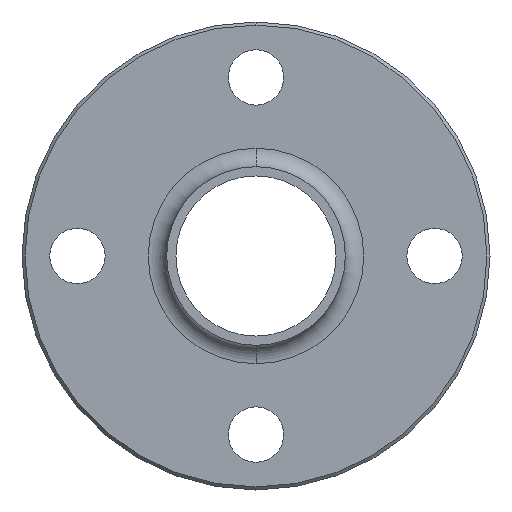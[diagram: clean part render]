
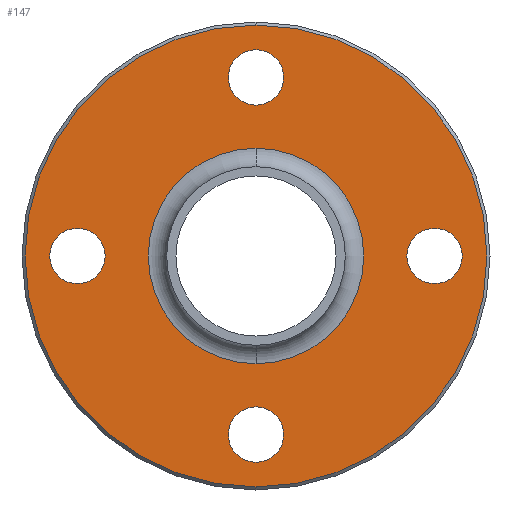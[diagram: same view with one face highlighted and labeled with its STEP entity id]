
A CAD part, left-side view. The second image highlights one B-rep face of the part: STEP entity #147.
In plain terms, the highlighted planar face has unit normal (-1, 0, 0).
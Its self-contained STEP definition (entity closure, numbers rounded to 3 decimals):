
#20 = AXIS2_PLACEMENT_3D ( 'NONE', #985, #808, #964 ) ;
#24 = EDGE_CURVE ( 'NONE', #886, #607, #435, .T. ) ;
#27 = DIRECTION ( 'NONE',  ( 0., 0., -1. ) ) ;
#37 = EDGE_LOOP ( 'NONE', ( #248, #730 ) ) ;
#52 = CIRCLE ( 'NONE', #327, 37.5 ) ;
#62 = EDGE_CURVE ( 'NONE', #155, #810, #827, .T. ) ;
#87 = CARTESIAN_POINT ( 'NONE',  ( 6.609, 0., -29. ) ) ;
#93 = AXIS2_PLACEMENT_3D ( 'NONE', #87, #389, #312 ) ;
#103 = ORIENTED_EDGE ( 'NONE', *, *, #321, .T. ) ;
#104 = CIRCLE ( 'NONE', #20, 4.5 ) ;
#132 = CARTESIAN_POINT ( 'NONE',  ( 6.609, 0., 29. ) ) ;
#141 = CARTESIAN_POINT ( 'NONE',  ( 6.609, 0., -29. ) ) ;
#145 = ORIENTED_EDGE ( 'NONE', *, *, #826, .F. ) ;
#147 = ADVANCED_FACE ( 'NONE', ( #390, #392, #553, #162, #235, #469 ), #174, .F. ) ;
#148 = DIRECTION ( 'NONE',  ( 0., 0., -1. ) ) ;
#153 = CIRCLE ( 'NONE', #703, 37.5 ) ;
#155 = VERTEX_POINT ( 'NONE', #915 ) ;
#158 = DIRECTION ( 'NONE',  ( 1., 0., 0. ) ) ;
#162 = FACE_BOUND ( 'NONE', #512, .T. ) ;
#170 = AXIS2_PLACEMENT_3D ( 'NONE', #690, #706, #688 ) ;
#174 = PLANE ( 'NONE',  #170 ) ;
#203 = CARTESIAN_POINT ( 'NONE',  ( 6.609, 0., 17.5 ) ) ;
#208 = DIRECTION ( 'NONE',  ( -1., 0., 0. ) ) ;
#211 = CARTESIAN_POINT ( 'NONE',  ( 6.609, -29., 0. ) ) ;
#214 = DIRECTION ( 'NONE',  ( 1., 0., 0. ) ) ;
#235 = FACE_BOUND ( 'NONE', #968, .T. ) ;
#246 = DIRECTION ( 'NONE',  ( 1., 0., 0. ) ) ;
#248 = ORIENTED_EDGE ( 'NONE', *, *, #710, .T. ) ;
#273 = AXIS2_PLACEMENT_3D ( 'NONE', #753, #214, #519 ) ;
#282 = EDGE_LOOP ( 'NONE', ( #786, #894 ) ) ;
#284 = CARTESIAN_POINT ( 'NONE',  ( 6.609, -29., 4.5 ) ) ;
#303 = ORIENTED_EDGE ( 'NONE', *, *, #62, .F. ) ;
#305 = CIRCLE ( 'NONE', #856, 4.5 ) ;
#311 = EDGE_CURVE ( 'NONE', #441, #719, #52, .T. ) ;
#312 = DIRECTION ( 'NONE',  ( 0., 0., -1. ) ) ;
#318 = EDGE_CURVE ( 'NONE', #626, #910, #359, .T. ) ;
#320 = DIRECTION ( 'NONE',  ( 0., 0., 1. ) ) ;
#321 = EDGE_CURVE ( 'NONE', #490, #895, #104, .T. ) ;
#327 = AXIS2_PLACEMENT_3D ( 'NONE', #351, #653, #958 ) ;
#328 = ORIENTED_EDGE ( 'NONE', *, *, #590, .T. ) ;
#332 = EDGE_CURVE ( 'NONE', #719, #441, #153, .T. ) ;
#343 = DIRECTION ( 'NONE',  ( 1., 0., 0. ) ) ;
#350 = CIRCLE ( 'NONE', #93, 4.5 ) ;
#351 = CARTESIAN_POINT ( 'NONE',  ( 6.609, 0., 0. ) ) ;
#359 = CIRCLE ( 'NONE', #614, 4.5 ) ;
#373 = DIRECTION ( 'NONE',  ( 0., 0., 1. ) ) ;
#375 = CARTESIAN_POINT ( 'NONE',  ( 6.609, 29., 4.5 ) ) ;
#389 = DIRECTION ( 'NONE',  ( 1., 0., 0. ) ) ;
#390 = FACE_BOUND ( 'NONE', #37, .T. ) ;
#392 = FACE_BOUND ( 'NONE', #437, .T. ) ;
#404 = AXIS2_PLACEMENT_3D ( 'NONE', #616, #849, #320 ) ;
#426 = CIRCLE ( 'NONE', #987, 17.5 ) ;
#435 = CIRCLE ( 'NONE', #273, 4.5 ) ;
#437 = EDGE_LOOP ( 'NONE', ( #103, #593 ) ) ;
#441 = VERTEX_POINT ( 'NONE', #670 ) ;
#445 = CARTESIAN_POINT ( 'NONE',  ( 6.609, 0., 0. ) ) ;
#467 = CARTESIAN_POINT ( 'NONE',  ( 6.609, 0., -24.5 ) ) ;
#468 = EDGE_CURVE ( 'NONE', #549, #672, #536, .T. ) ;
#469 = FACE_OUTER_BOUND ( 'NONE', #725, .T. ) ;
#470 = DIRECTION ( 'NONE',  ( 0., 0., -1. ) ) ;
#477 = AXIS2_PLACEMENT_3D ( 'NONE', #624, #246, #928 ) ;
#479 = CARTESIAN_POINT ( 'NONE',  ( 6.609, 0., -37.5 ) ) ;
#487 = ORIENTED_EDGE ( 'NONE', *, *, #311, .T. ) ;
#490 = VERTEX_POINT ( 'NONE', #757 ) ;
#502 = DIRECTION ( 'NONE',  ( 0., 0., 1. ) ) ;
#512 = EDGE_LOOP ( 'NONE', ( #328, #639 ) ) ;
#519 = DIRECTION ( 'NONE',  ( 0., 0., -1. ) ) ;
#529 = EDGE_CURVE ( 'NONE', #672, #549, #350, .T. ) ;
#536 = CIRCLE ( 'NONE', #918, 4.5 ) ;
#549 = VERTEX_POINT ( 'NONE', #467 ) ;
#553 = FACE_BOUND ( 'NONE', #282, .T. ) ;
#568 = AXIS2_PLACEMENT_3D ( 'NONE', #941, #343, #27 ) ;
#571 = CARTESIAN_POINT ( 'NONE',  ( 6.609, 0., -33.5 ) ) ;
#590 = EDGE_CURVE ( 'NONE', #607, #886, #988, .T. ) ;
#593 = ORIENTED_EDGE ( 'NONE', *, *, #934, .T. ) ;
#599 = CIRCLE ( 'NONE', #568, 4.5 ) ;
#607 = VERTEX_POINT ( 'NONE', #698 ) ;
#614 = AXIS2_PLACEMENT_3D ( 'NONE', #132, #733, #148 ) ;
#616 = CARTESIAN_POINT ( 'NONE',  ( 6.609, 0., 0. ) ) ;
#624 = CARTESIAN_POINT ( 'NONE',  ( 6.609, 29., 0. ) ) ;
#626 = VERTEX_POINT ( 'NONE', #914 ) ;
#639 = ORIENTED_EDGE ( 'NONE', *, *, #24, .T. ) ;
#653 = DIRECTION ( 'NONE',  ( -1., 0., 0. ) ) ;
#656 = CARTESIAN_POINT ( 'NONE',  ( 6.609, 0., 24.5 ) ) ;
#670 = CARTESIAN_POINT ( 'NONE',  ( 6.609, 0., 37.5 ) ) ;
#672 = VERTEX_POINT ( 'NONE', #571 ) ;
#673 = CARTESIAN_POINT ( 'NONE',  ( 6.609, 0., 0. ) ) ;
#688 = DIRECTION ( 'NONE',  ( 0., 0., -1. ) ) ;
#690 = CARTESIAN_POINT ( 'NONE',  ( 6.609, 17.5, 0. ) ) ;
#698 = CARTESIAN_POINT ( 'NONE',  ( 6.609, 29., -4.5 ) ) ;
#703 = AXIS2_PLACEMENT_3D ( 'NONE', #445, #208, #373 ) ;
#706 = DIRECTION ( 'NONE',  ( 1., 0., 0. ) ) ;
#710 = EDGE_CURVE ( 'NONE', #910, #626, #599, .T. ) ;
#719 = VERTEX_POINT ( 'NONE', #479 ) ;
#725 = EDGE_LOOP ( 'NONE', ( #884, #487 ) ) ;
#730 = ORIENTED_EDGE ( 'NONE', *, *, #318, .T. ) ;
#733 = DIRECTION ( 'NONE',  ( 1., 0., 0. ) ) ;
#753 = CARTESIAN_POINT ( 'NONE',  ( 6.609, 29., 0. ) ) ;
#757 = CARTESIAN_POINT ( 'NONE',  ( 6.609, -29., -4.5 ) ) ;
#786 = ORIENTED_EDGE ( 'NONE', *, *, #529, .T. ) ;
#807 = DIRECTION ( 'NONE',  ( -1., 0., 0. ) ) ;
#808 = DIRECTION ( 'NONE',  ( 1., 0., 0. ) ) ;
#810 = VERTEX_POINT ( 'NONE', #203 ) ;
#816 = DIRECTION ( 'NONE',  ( 1., 0., 0. ) ) ;
#822 = DIRECTION ( 'NONE',  ( 0., 0., -1. ) ) ;
#826 = EDGE_CURVE ( 'NONE', #810, #155, #426, .T. ) ;
#827 = CIRCLE ( 'NONE', #404, 17.5 ) ;
#849 = DIRECTION ( 'NONE',  ( -1., 0., 0. ) ) ;
#856 = AXIS2_PLACEMENT_3D ( 'NONE', #211, #816, #822 ) ;
#884 = ORIENTED_EDGE ( 'NONE', *, *, #332, .T. ) ;
#886 = VERTEX_POINT ( 'NONE', #375 ) ;
#894 = ORIENTED_EDGE ( 'NONE', *, *, #468, .T. ) ;
#895 = VERTEX_POINT ( 'NONE', #284 ) ;
#910 = VERTEX_POINT ( 'NONE', #656 ) ;
#914 = CARTESIAN_POINT ( 'NONE',  ( 6.609, 0., 33.5 ) ) ;
#915 = CARTESIAN_POINT ( 'NONE',  ( 6.609, 0., -17.5 ) ) ;
#918 = AXIS2_PLACEMENT_3D ( 'NONE', #141, #158, #470 ) ;
#928 = DIRECTION ( 'NONE',  ( 0., 0., -1. ) ) ;
#934 = EDGE_CURVE ( 'NONE', #895, #490, #305, .T. ) ;
#941 = CARTESIAN_POINT ( 'NONE',  ( 6.609, 0., 29. ) ) ;
#958 = DIRECTION ( 'NONE',  ( 0., 0., 1. ) ) ;
#964 = DIRECTION ( 'NONE',  ( 0., 0., -1. ) ) ;
#968 = EDGE_LOOP ( 'NONE', ( #145, #303 ) ) ;
#985 = CARTESIAN_POINT ( 'NONE',  ( 6.609, -29., 0. ) ) ;
#987 = AXIS2_PLACEMENT_3D ( 'NONE', #673, #807, #502 ) ;
#988 = CIRCLE ( 'NONE', #477, 4.5 ) ;
